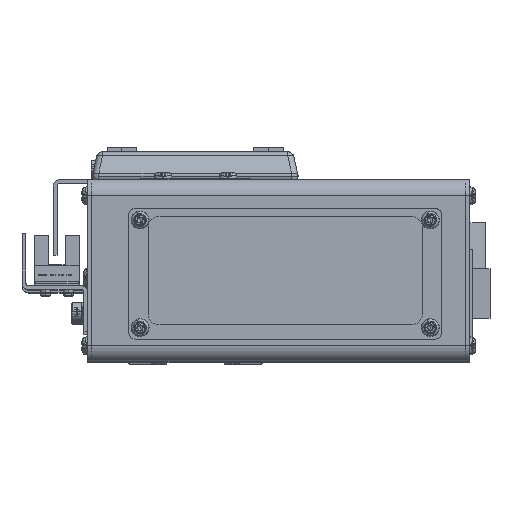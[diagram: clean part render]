
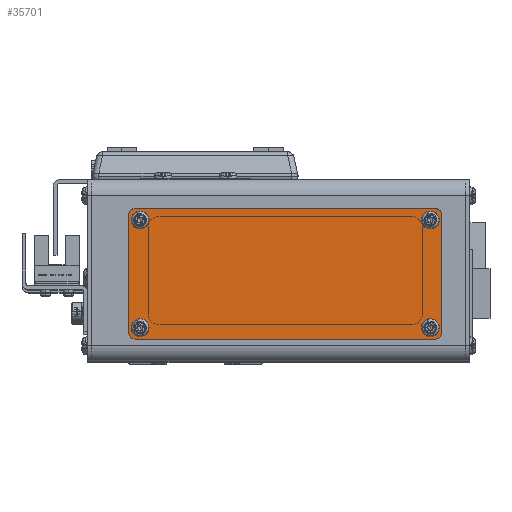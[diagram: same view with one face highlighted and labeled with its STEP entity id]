
A CAD part, top view. The second image highlights one B-rep face of the part: STEP entity #35701.
In plain terms, the highlighted face is planar.
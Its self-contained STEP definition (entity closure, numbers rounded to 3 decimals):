
#6 = CIRCLE ( 'NONE', #37713, 1.7 ) ;
#3225 = DIRECTION ( 'NONE',  ( 0., 0., 1. ) ) ;
#3234 = CARTESIAN_POINT ( 'NONE',  ( 47.906, 232.269, 0. ) ) ;
#3655 = ORIENTED_EDGE ( 'NONE', *, *, #34900, .T. ) ;
#3658 = CARTESIAN_POINT ( 'NONE',  ( 46.406, 195.769, 0. ) ) ;
#4289 = CARTESIAN_POINT ( 'NONE',  ( 136.906, 199.269, 0. ) ) ;
#4508 = CIRCLE ( 'NONE', #46821, 2. ) ;
#4518 = EDGE_CURVE ( 'NONE', #21178, #65702, #4508, .T. ) ;
#4697 = AXIS2_PLACEMENT_3D ( 'NONE', #51899, #16613, #57852 ) ;
#5093 = VERTEX_POINT ( 'NONE', #27768 ) ;
#5342 = VECTOR ( 'NONE', #33542, 1000. ) ;
#5457 = CIRCLE ( 'NONE', #71145, 1.7 ) ;
#5791 = AXIS2_PLACEMENT_3D ( 'NONE', #45079, #9609, #50966 ) ;
#6038 = CARTESIAN_POINT ( 'NONE',  ( 138.406, 233.769, 0. ) ) ;
#6425 = ORIENTED_EDGE ( 'NONE', *, *, #56531, .F. ) ;
#7393 = ORIENTED_EDGE ( 'NONE', *, *, #24986, .F. ) ;
#8685 = DIRECTION ( 'NONE',  ( 0., 0., 1. ) ) ;
#9262 = DIRECTION ( 'NONE',  ( 1., 0., 0. ) ) ;
#9609 = DIRECTION ( 'NONE',  ( 0., 0., 1. ) ) ;
#10315 = DIRECTION ( 'NONE',  ( 1., 0., 0. ) ) ;
#10405 = AXIS2_PLACEMENT_3D ( 'NONE', #38768, #3225, #44707 ) ;
#10512 = AXIS2_PLACEMENT_3D ( 'NONE', #3234, #44716, #9262 ) ;
#10704 = CARTESIAN_POINT ( 'NONE',  ( 44.406, 233.769, 0. ) ) ;
#11137 = CARTESIAN_POINT ( 'NONE',  ( 138.606, 199.269, 0. ) ) ;
#11532 = EDGE_CURVE ( 'NONE', #44274, #37635, #38431, .T. ) ;
#11728 = CARTESIAN_POINT ( 'NONE',  ( 46.406, 233.769, 0. ) ) ;
#12061 = DIRECTION ( 'NONE',  ( 1., 0., 0. ) ) ;
#12613 = VERTEX_POINT ( 'NONE', #52172 ) ;
#12652 = LINE ( 'NONE', #38292, #26603 ) ;
#12995 = EDGE_CURVE ( 'NONE', #27132, #34074, #25378, .T. ) ;
#13549 = PLANE ( 'NONE',  #43241 ) ;
#13677 = CARTESIAN_POINT ( 'NONE',  ( 44.406, 197.769, 0. ) ) ;
#14244 = DIRECTION ( 'NONE',  ( 0., 0., 1. ) ) ;
#14632 = EDGE_LOOP ( 'NONE', ( #24139, #40708, #48083, #6425, #7393, #44483, #20560, #68443 ) ) ;
#15557 = CARTESIAN_POINT ( 'NONE',  ( 47.906, 199.269, 0. ) ) ;
#15669 = FACE_BOUND ( 'NONE', #58904, .T. ) ;
#16524 = CARTESIAN_POINT ( 'NONE',  ( 49.606, 232.269, 0. ) ) ;
#16613 = DIRECTION ( 'NONE',  ( 0., 0., 1. ) ) ;
#16806 = VERTEX_POINT ( 'NONE', #63984 ) ;
#17745 = DIRECTION ( 'NONE',  ( 1., 0., 0. ) ) ;
#19382 = EDGE_LOOP ( 'NONE', ( #58450, #65782 ) ) ;
#19531 = ORIENTED_EDGE ( 'NONE', *, *, #64841, .T. ) ;
#19565 = DIRECTION ( 'NONE',  ( 1., 0., 0. ) ) ;
#19693 = DIRECTION ( 'NONE',  ( 0., -1., 0. ) ) ;
#20097 = VECTOR ( 'NONE', #27188, 1000. ) ;
#20560 = ORIENTED_EDGE ( 'NONE', *, *, #30387, .F. ) ;
#21178 = VERTEX_POINT ( 'NONE', #24447 ) ;
#21269 = CARTESIAN_POINT ( 'NONE',  ( 138.406, 195.769, 0. ) ) ;
#21535 = DIRECTION ( 'NONE',  ( 1., 0., 0. ) ) ;
#21841 = CARTESIAN_POINT ( 'NONE',  ( 46.206, 232.269, 0. ) ) ;
#24139 = ORIENTED_EDGE ( 'NONE', *, *, #4518, .F. ) ;
#24447 = CARTESIAN_POINT ( 'NONE',  ( 46.406, 235.769, 0. ) ) ;
#24986 = EDGE_CURVE ( 'NONE', #16806, #53824, #33599, .T. ) ;
#25378 = CIRCLE ( 'NONE', #48177, 1.7 ) ;
#25716 = AXIS2_PLACEMENT_3D ( 'NONE', #4289, #45755, #10315 ) ;
#26603 = VECTOR ( 'NONE', #55806, 1000. ) ;
#27132 = VERTEX_POINT ( 'NONE', #21841 ) ;
#27184 = DIRECTION ( 'NONE',  ( 0., 0., 1. ) ) ;
#27188 = DIRECTION ( 'NONE',  ( 1., 0., 0. ) ) ;
#27665 = CARTESIAN_POINT ( 'NONE',  ( 140.406, 233.769, 0. ) ) ;
#27768 = CARTESIAN_POINT ( 'NONE',  ( 49.606, 199.269, 0. ) ) ;
#27787 = LINE ( 'NONE', #13677, #57242 ) ;
#28896 = ORIENTED_EDGE ( 'NONE', *, *, #40431, .T. ) ;
#29521 = AXIS2_PLACEMENT_3D ( 'NONE', #29611, #70750, #35533 ) ;
#29558 = CARTESIAN_POINT ( 'NONE',  ( 46.206, 199.269, 0. ) ) ;
#29611 = CARTESIAN_POINT ( 'NONE',  ( 138.406, 197.769, 0. ) ) ;
#30387 = EDGE_CURVE ( 'NONE', #31261, #42910, #48470, .T. ) ;
#31261 = VERTEX_POINT ( 'NONE', #72896 ) ;
#31353 = FACE_BOUND ( 'NONE', #41122, .T. ) ;
#33205 = FACE_OUTER_BOUND ( 'NONE', #14632, .T. ) ;
#33218 = EDGE_LOOP ( 'NONE', ( #28896, #67550 ) ) ;
#33295 = EDGE_CURVE ( 'NONE', #73361, #12613, #6, .T. ) ;
#33542 = DIRECTION ( 'NONE',  ( 0., 1., 0. ) ) ;
#33599 = CIRCLE ( 'NONE', #29521, 2. ) ;
#34074 = VERTEX_POINT ( 'NONE', #16524 ) ;
#34900 = EDGE_CURVE ( 'NONE', #34074, #27132, #40678, .T. ) ;
#35533 = DIRECTION ( 'NONE',  ( 1., 0., 0. ) ) ;
#35701 = ADVANCED_FACE ( 'NONE', ( #15669, #31353, #33205, #76484, #60808 ), #13549, .F. ) ;
#35756 = LINE ( 'NONE', #21269, #20097 ) ;
#37635 = VERTEX_POINT ( 'NONE', #76400 ) ;
#37713 = AXIS2_PLACEMENT_3D ( 'NONE', #49593, #14244, #55506 ) ;
#38292 = CARTESIAN_POINT ( 'NONE',  ( 46.406, 235.769, 0. ) ) ;
#38431 = CIRCLE ( 'NONE', #50124, 2. ) ;
#38768 = CARTESIAN_POINT ( 'NONE',  ( 136.906, 232.269, 0. ) ) ;
#40431 = EDGE_CURVE ( 'NONE', #50704, #5093, #47501, .T. ) ;
#40678 = CIRCLE ( 'NONE', #10512, 1.7 ) ;
#40708 = ORIENTED_EDGE ( 'NONE', *, *, #59024, .F. ) ;
#40720 = ORIENTED_EDGE ( 'NONE', *, *, #43792, .T. ) ;
#41122 = EDGE_LOOP ( 'NONE', ( #43525, #3655 ) ) ;
#42704 = CIRCLE ( 'NONE', #25716, 1.7 ) ;
#42910 = VERTEX_POINT ( 'NONE', #3658 ) ;
#43241 = AXIS2_PLACEMENT_3D ( 'NONE', #54562, #54822, #19565 ) ;
#43525 = ORIENTED_EDGE ( 'NONE', *, *, #12995, .T. ) ;
#43792 = EDGE_CURVE ( 'NONE', #68266, #65641, #75616, .T. ) ;
#44146 = CARTESIAN_POINT ( 'NONE',  ( 47.906, 232.269, 0. ) ) ;
#44274 = VERTEX_POINT ( 'NONE', #51036 ) ;
#44483 = ORIENTED_EDGE ( 'NONE', *, *, #73740, .F. ) ;
#44707 = DIRECTION ( 'NONE',  ( 1., 0., 0. ) ) ;
#44716 = DIRECTION ( 'NONE',  ( 0., 0., 1. ) ) ;
#45079 = CARTESIAN_POINT ( 'NONE',  ( 46.406, 197.769, 0. ) ) ;
#45755 = DIRECTION ( 'NONE',  ( 0., 0., 1. ) ) ;
#46821 = AXIS2_PLACEMENT_3D ( 'NONE', #11728, #53018, #17745 ) ;
#47447 = DIRECTION ( 'NONE',  ( 0., 0., 1. ) ) ;
#47501 = CIRCLE ( 'NONE', #64652, 1.7 ) ;
#48083 = ORIENTED_EDGE ( 'NONE', *, *, #11532, .F. ) ;
#48177 = AXIS2_PLACEMENT_3D ( 'NONE', #44146, #8685, #50059 ) ;
#48470 = CIRCLE ( 'NONE', #5791, 2. ) ;
#49593 = CARTESIAN_POINT ( 'NONE',  ( 136.906, 199.269, 0. ) ) ;
#49872 = CARTESIAN_POINT ( 'NONE',  ( 140.406, 197.769, 0. ) ) ;
#50059 = DIRECTION ( 'NONE',  ( 1., 0., 0. ) ) ;
#50124 = AXIS2_PLACEMENT_3D ( 'NONE', #6038, #47447, #12061 ) ;
#50704 = VERTEX_POINT ( 'NONE', #29558 ) ;
#50966 = DIRECTION ( 'NONE',  ( 1., 0., 0. ) ) ;
#51036 = CARTESIAN_POINT ( 'NONE',  ( 140.406, 233.769, 0. ) ) ;
#51899 = CARTESIAN_POINT ( 'NONE',  ( 136.906, 232.269, 0. ) ) ;
#52172 = CARTESIAN_POINT ( 'NONE',  ( 135.206, 199.269, 0. ) ) ;
#52548 = LINE ( 'NONE', #27665, #5342 ) ;
#53018 = DIRECTION ( 'NONE',  ( 0., 0., 1. ) ) ;
#53824 = VERTEX_POINT ( 'NONE', #49872 ) ;
#54048 = EDGE_CURVE ( 'NONE', #12613, #73361, #42704, .T. ) ;
#54546 = CARTESIAN_POINT ( 'NONE',  ( 138.606, 232.269, 0. ) ) ;
#54562 = CARTESIAN_POINT ( 'NONE',  ( 46.406, 233.769, 0. ) ) ;
#54822 = DIRECTION ( 'NONE',  ( 0., 0., 1. ) ) ;
#55506 = DIRECTION ( 'NONE',  ( 1., 0., 0. ) ) ;
#55806 = DIRECTION ( 'NONE',  ( -1., 0., 0. ) ) ;
#56531 = EDGE_CURVE ( 'NONE', #53824, #44274, #52548, .T. ) ;
#56784 = DIRECTION ( 'NONE',  ( 0., 0., 1. ) ) ;
#57242 = VECTOR ( 'NONE', #19693, 1000. ) ;
#57439 = CARTESIAN_POINT ( 'NONE',  ( 135.206, 232.269, 0. ) ) ;
#57852 = DIRECTION ( 'NONE',  ( 1., 0., 0. ) ) ;
#58450 = ORIENTED_EDGE ( 'NONE', *, *, #54048, .T. ) ;
#58904 = EDGE_LOOP ( 'NONE', ( #19531, #40720 ) ) ;
#59024 = EDGE_CURVE ( 'NONE', #37635, #21178, #12652, .T. ) ;
#60808 = FACE_BOUND ( 'NONE', #19382, .T. ) ;
#62426 = CARTESIAN_POINT ( 'NONE',  ( 47.906, 199.269, 0. ) ) ;
#63296 = CIRCLE ( 'NONE', #4697, 1.7 ) ;
#63984 = CARTESIAN_POINT ( 'NONE',  ( 138.406, 195.769, 0. ) ) ;
#64652 = AXIS2_PLACEMENT_3D ( 'NONE', #62426, #27184, #68301 ) ;
#64841 = EDGE_CURVE ( 'NONE', #65641, #68266, #63296, .T. ) ;
#65641 = VERTEX_POINT ( 'NONE', #57439 ) ;
#65702 = VERTEX_POINT ( 'NONE', #10704 ) ;
#65782 = ORIENTED_EDGE ( 'NONE', *, *, #33295, .T. ) ;
#67550 = ORIENTED_EDGE ( 'NONE', *, *, #68804, .T. ) ;
#68266 = VERTEX_POINT ( 'NONE', #54546 ) ;
#68301 = DIRECTION ( 'NONE',  ( 1., 0., 0. ) ) ;
#68443 = ORIENTED_EDGE ( 'NONE', *, *, #71263, .F. ) ;
#68804 = EDGE_CURVE ( 'NONE', #5093, #50704, #5457, .T. ) ;
#70750 = DIRECTION ( 'NONE',  ( 0., 0., 1. ) ) ;
#71145 = AXIS2_PLACEMENT_3D ( 'NONE', #15557, #56784, #21535 ) ;
#71263 = EDGE_CURVE ( 'NONE', #65702, #31261, #27787, .T. ) ;
#72896 = CARTESIAN_POINT ( 'NONE',  ( 44.406, 197.769, 0. ) ) ;
#73361 = VERTEX_POINT ( 'NONE', #11137 ) ;
#73740 = EDGE_CURVE ( 'NONE', #42910, #16806, #35756, .T. ) ;
#75616 = CIRCLE ( 'NONE', #10405, 1.7 ) ;
#76400 = CARTESIAN_POINT ( 'NONE',  ( 138.406, 235.769, 0. ) ) ;
#76484 = FACE_BOUND ( 'NONE', #33218, .T. ) ;
